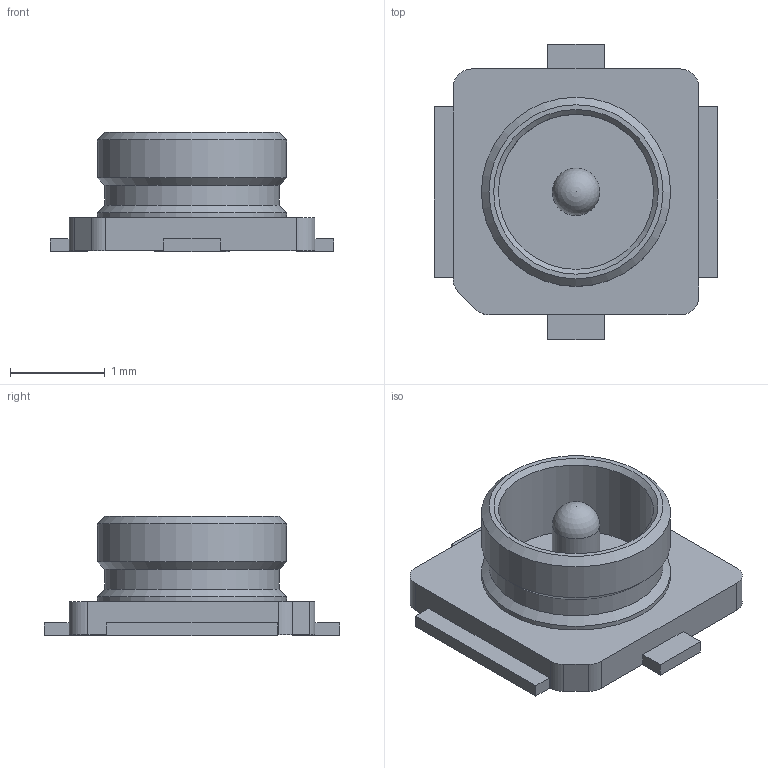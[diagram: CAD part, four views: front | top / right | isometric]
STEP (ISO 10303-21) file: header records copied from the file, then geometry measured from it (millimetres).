
FILE_DESCRIPTION(/* description */ ('STEP AP214'),/* implementation_level */ '2;1');
FILE_NAME(/* name */ 'Molex_734120110.step',/* time_stamp */ '2025-12-14T02:23:35+01:00',/* author */ (''),/* organization */ (''),/* preprocessor_version */ 'ST-DEVELOPER v20.1',/* originating_system */ 'Autodesk Translation Framework v14.21.0.0',/* authorisation */ '');
FILE_SCHEMA (('AUTOMOTIVE_DESIGN { 1 0 10303 214 3 1 1 }'));
Length unit declared in the file: millimetre
Products named in the file (1): SMD_L2.6-W2.6-H1.3-LS3.1
Bounding box: 3 x 3.12 x 1.26 mm (x, y, z)
Volume: 3.3 mm3; surface area: 31.6 mm2
Topology: 1 solids, 1 shells, 51 faces, 137 edges, 90 vertices
Faces by surface type: plane 32, cylinder 12, cone 4, sphere 2, torus 1
Full cylindrical faces by diameter (mm): 0.3 x1, 0.5 x1, 1.64 x1, 1.84 x1, 2 x2
Entity records: 1669 total; most frequent: CARTESIAN_POINT 277, DIRECTION 274, ORIENTED_EDGE 270, EDGE_CURVE 135, LINE 100, VECTOR 100, VERTEX_POINT 90, AXIS2_PLACEMENT_3D 87
